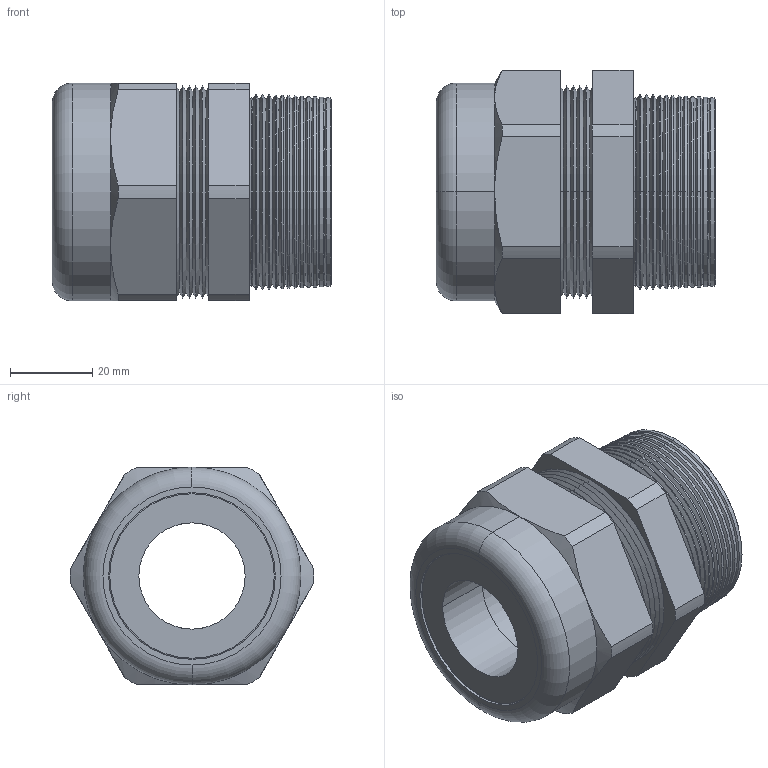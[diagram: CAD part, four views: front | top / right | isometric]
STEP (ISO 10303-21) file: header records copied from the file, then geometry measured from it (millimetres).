
FILE_DESCRIPTION (( 'STEP AP203' ), '1' );
FILE_NAME ('CD36NR-GY.STEP', '2008-06-17T09:46:03', ( 'BSI05' ), ( 'BAYSTATE' ), 'SwSTEP 2.0', 'SolidWorks 2007', '' );
FILE_SCHEMA (( 'CONFIG_CONTROL_DESIGN' ));
Length unit declared in the file: inch
Products named in the file (1): CD36NR-GY
Bounding box: 68.07 x 59.45 x 53.09 mm (x, y, z)
Volume: 104283.1 mm3; surface area: 29174.3 mm2
Topology: 2 solids, 2 shells, 164 faces, 348 edges, 192 vertices
Faces by surface type: cone 104, cylinder 32, plane 20, torus 8
Entity records: 4473 total; most frequent: DIRECTION 842, CARTESIAN_POINT 789, ORIENTED_EDGE 696, EDGE_CURVE 348, AXIS2_PLACEMENT_3D 341, VERTEX_POINT 192, CIRCLE 176, EDGE_LOOP 172
